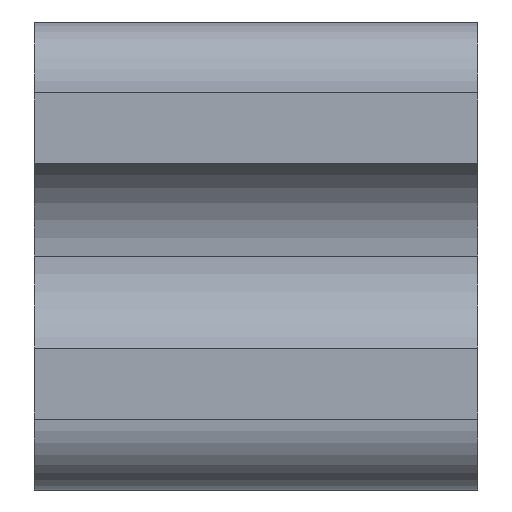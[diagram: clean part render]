
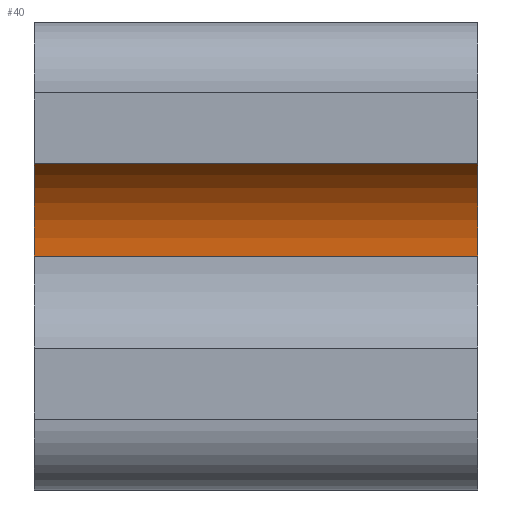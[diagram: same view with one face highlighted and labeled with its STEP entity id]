
A CAD part, front view. The second image highlights one B-rep face of the part: STEP entity #40.
In plain terms, the highlighted cylindrical face has radius 6 mm (diameter 12 mm), a partial arc.
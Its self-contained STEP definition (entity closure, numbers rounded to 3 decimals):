
#40=ADVANCED_FACE('',(#88),#89,.F.);
#88=FACE_OUTER_BOUND('',#141,.T.);
#89=CYLINDRICAL_SURFACE('',#142,6.0);
#141=EDGE_LOOP('',(#188,#189,#190,#191));
#142=AXIS2_PLACEMENT_3D('',#192,#193,#194);
#188=ORIENTED_EDGE('',*,*,#327,.F.);
#189=ORIENTED_EDGE('',*,*,#328,.F.);
#190=ORIENTED_EDGE('',*,*,#329,.F.);
#191=ORIENTED_EDGE('',*,*,#330,.F.);
#192=CARTESIAN_POINT('',(12.5,-34.0,0.0));
#193=DIRECTION('',(-1.0,0.0,0.0));
#194=DIRECTION('',(0.0,1.0,0.0));
#327=EDGE_CURVE('',#382,#383,#384,.T.);
#328=EDGE_CURVE('',#385,#382,#386,.T.);
#329=EDGE_CURVE('',#387,#385,#388,.T.);
#330=EDGE_CURVE('',#383,#387,#389,.T.);
#382=VERTEX_POINT('',#463);
#383=VERTEX_POINT('',#464);
#384=LINE('',#465,#466);
#385=VERTEX_POINT('',#467);
#386=CIRCLE('',#468,6.0);
#387=VERTEX_POINT('',#469);
#388=LINE('',#470,#471);
#389=CIRCLE('',#472,6.0);
#463=CARTESIAN_POINT('',(12.5,-28.0,0.));
#464=CARTESIAN_POINT('',(-12.5,-28.0,0.));
#465=CARTESIAN_POINT('',(12.5,-28.0,0.));
#466=VECTOR('',#616,1.0);
#467=CARTESIAN_POINT('',(12.5,-37.0,5.196));
#468=AXIS2_PLACEMENT_3D('',#617,#618,#619);
#469=CARTESIAN_POINT('',(-12.5,-37.0,5.196));
#470=CARTESIAN_POINT('',(-12.5,-37.0,5.196));
#471=VECTOR('',#620,25.0);
#472=AXIS2_PLACEMENT_3D('',#621,#622,#623);
#616=DIRECTION('',(-1.0,-0.0,-0.0));
#617=CARTESIAN_POINT('',(12.5,-34.0,0.0));
#618=DIRECTION('',(-1.0,0.,0.));
#619=DIRECTION('',(0.,-0.5,0.866));
#620=DIRECTION('',(1.0,0.0,0.0));
#621=CARTESIAN_POINT('',(-12.5,-34.0,0.0));
#622=DIRECTION('',(1.0,0.,0.));
#623=DIRECTION('',(0.,-0.5,-0.866));
